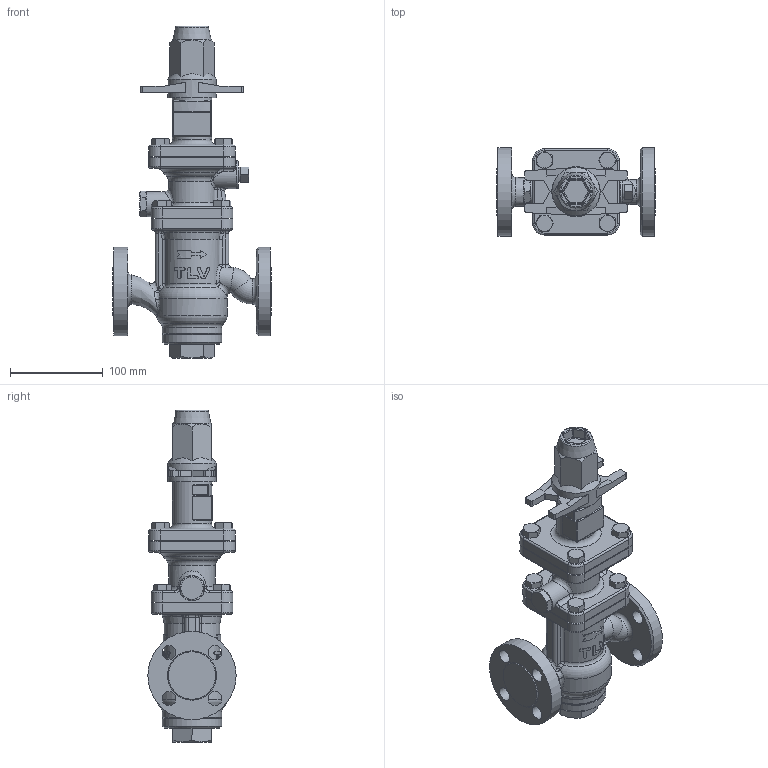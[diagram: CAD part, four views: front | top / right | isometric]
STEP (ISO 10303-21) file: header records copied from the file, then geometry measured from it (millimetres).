
FILE_DESCRIPTION(/* description */ (''),/* implementation_level */ '2;1');
FILE_NAME(/* name */ 'csr16-015-jis16-00.stp',/* time_stamp */ '2018-02-08T10:16:02+09:00',/* author */ ('nakaot'),/* organization */ (''),/* preprocessor_version */ 'ST-DEVELOPER v15.6',/* originating_system */ 'Autodesk Inventor 2015',/* authorisation */ '');
FILE_SCHEMA (('CONFIG_CONTROL_DESIGN'));
Length unit declared in the file: millimetre
Products named in the file (1): csr16-015-jis16-00
Bounding box: 170 x 95 x 357 mm (x, y, z)
Volume: 1435511.1 mm3; surface area: 179265.5 mm2
Topology: 1 solids, 1 shells, 627 faces, 1508 edges, 904 vertices
Faces by surface type: plane 217, cylinder 154, bspline 107, cone 80, torus 51, sphere 18
Full cylindrical faces by diameter (mm): 10 x8, 12 x8, 15 x9, 27 x1, 30 x1, 42 x1, 52 x1, 64 x2, 67.531 x1, 67.717 x1, 95 x2
Entity records: 28971 total; most frequent: CARTESIAN_POINT 15717, ORIENTED_EDGE 2826, DIRECTION 2555, EDGE_CURVE 1413, AXIS2_PLACEMENT_3D 1025, VERTEX_POINT 883, EDGE_LOOP 752, FACE_OUTER_BOUND 626
